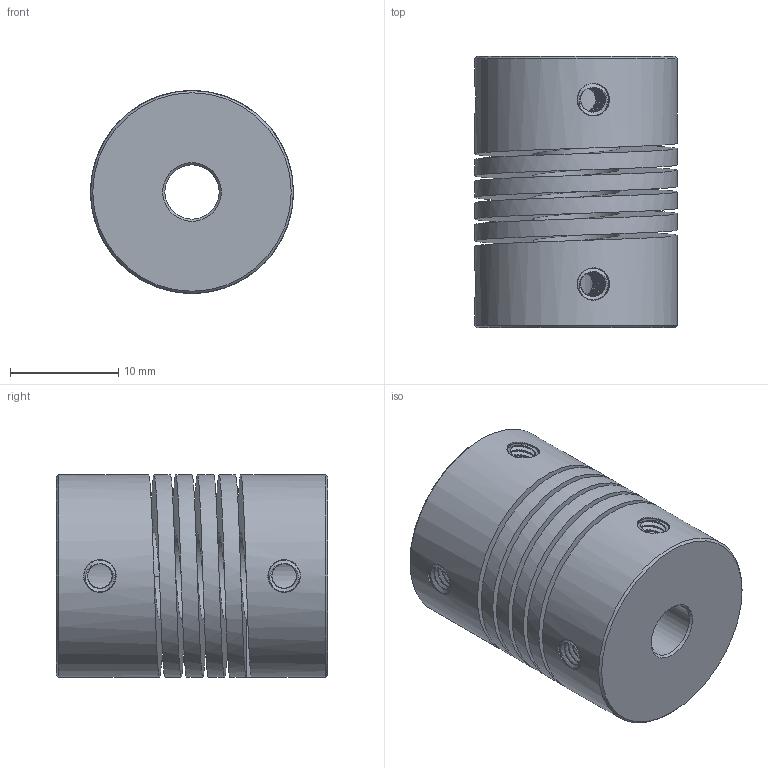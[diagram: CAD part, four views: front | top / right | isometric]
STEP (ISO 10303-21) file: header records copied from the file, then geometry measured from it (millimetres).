
FILE_DESCRIPTION(/* description */ (''),/* implementation_level */ '2;1');
FILE_NAME(/* name */ 'Flexible Coupling 5,8.stp',/* time_stamp */ '2021-04-19T17:30:50+05:00',/* author */ ('Johnson Ebenezer R'),/* organization */ (''),/* preprocessor_version */ 'ST-DEVELOPER v18.1',/* originating_system */ 'Autodesk Inventor 2020',/* authorisation */ '');
FILE_SCHEMA (('AUTOMOTIVE_DESIGN { 1 0 10303 214 3 1 1 }'));
Length unit declared in the file: millimetre
Products named in the file (1): Flexible Coupling 5,8
Bounding box: 18.7 x 25 x 18.7 mm (x, y, z)
Volume: 5147.3 mm3; surface area: 5402.8 mm2
Topology: 5 solids, 5 shells, 129 faces, 345 edges, 224 vertices
Faces by surface type: cylinder 86, bspline 26, plane 13, cone 4
Full cylindrical faces by diameter (mm): 2.259 x56, 3 x8, 5 x1, 8 x5, 18.7 x5
Entity records: 17957 total; most frequent: CARTESIAN_POINT 15132, ORIENTED_EDGE 690, DIRECTION 380, EDGE_CURVE 345, VERTEX_POINT 224, B_SPLINE_CURVE_WITH_KNOTS 210, EDGE_LOOP 145, AXIS2_PLACEMENT_3D 142
